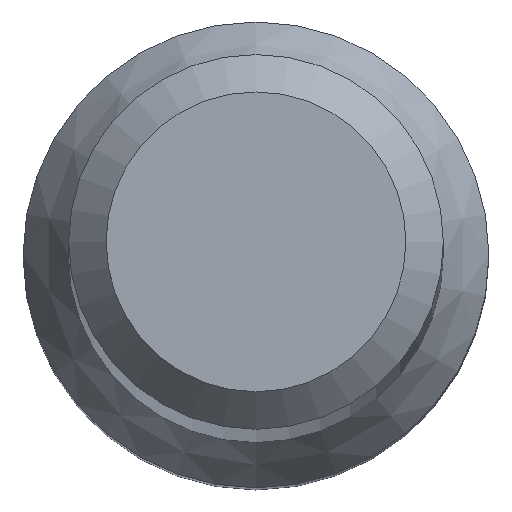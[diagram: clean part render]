
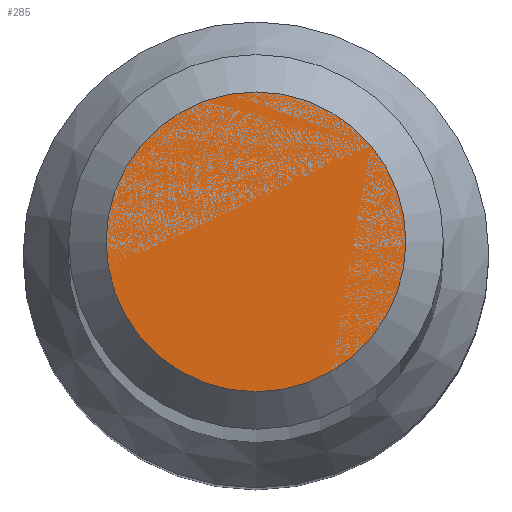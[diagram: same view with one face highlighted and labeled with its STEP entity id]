
A CAD part, top view. The second image highlights one B-rep face of the part: STEP entity #285.
In plain terms, the highlighted planar face has unit normal (0, 0, 1).
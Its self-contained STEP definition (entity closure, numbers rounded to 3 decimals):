
#34 = AXIS2_PLACEMENT_3D ( 'NONE', #50, #49, #144 ) ;
#44 = AXIS2_PLACEMENT_3D ( 'NONE', #223, #170, #156 ) ;
#49 = DIRECTION ( 'NONE',  ( 0., 0., -1. ) ) ;
#50 = CARTESIAN_POINT ( 'NONE',  ( 0., 0., 70. ) ) ;
#77 = ORIENTED_EDGE ( 'NONE', *, *, #90, .F. ) ;
#90 = EDGE_CURVE ( 'NONE', #180, #180, #162, .T. ) ;
#103 = CARTESIAN_POINT ( 'NONE',  ( 0., 1.2, 70. ) ) ;
#144 = DIRECTION ( 'NONE',  ( 0., 1., 0. ) ) ;
#156 = DIRECTION ( 'NONE',  ( 0., 1., 0. ) ) ;
#162 = CIRCLE ( 'NONE', #34, 1.2 ) ;
#170 = DIRECTION ( 'NONE',  ( 0., 0., -1. ) ) ;
#180 = VERTEX_POINT ( 'NONE', #103 ) ;
#204 = EDGE_LOOP ( 'NONE', ( #77 ) ) ;
#223 = CARTESIAN_POINT ( 'NONE',  ( 0., 0., 70. ) ) ;
#253 = PLANE ( 'NONE',  #44 ) ;
#285 = ADVANCED_FACE ( 'NONE', ( #294 ), #253, .F. ) ;
#294 = FACE_OUTER_BOUND ( 'NONE', #204, .T. ) ;
